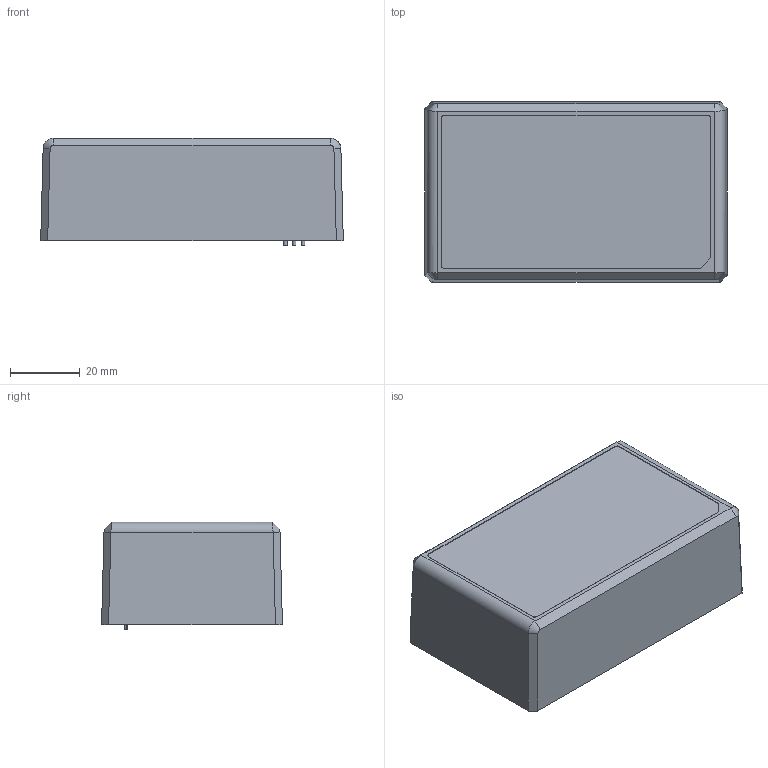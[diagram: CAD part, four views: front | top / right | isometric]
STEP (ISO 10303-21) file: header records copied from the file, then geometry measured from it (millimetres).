
FILE_DESCRIPTION(('Creo Elements/Direct Modeling STEP Export'),'2;1');
FILE_NAME('mpm-65.stp','2020-03-09T13:16:21',(''),(''),'PTC Creo Elements/Direct Modeling STEP processor for AP214 (Solid Model)','PTC Creo Elements/Direct Modeling 19.0E 27-Jun-2016 (C) Parametric Technology GmbH','');
FILE_SCHEMA(('AUTOMOTIVE_DESIGN { 1 0 10303 214 1 1 1 1 }'));
Length unit declared in the file: millimetre
Products named in the file (18): 上蓋; 下蓋; PCB; 装配2; PCB-MPM-65; BD1; C1; MOS15.5x10..1; MOS15.5x10.; 零件; 1; HS1; HS-SZ117; HS-SZ105; HS-SZ118-(SZ105); 1HH1; MPM-65
Assembly tree (17 placements, depth 3):
  装配2
    PCB
    下蓋
    上蓋
  MPM-65
    1HH1
    HS-SZ118-(SZ105)
      1
      HS-SZ105
    HS-SZ117
      HS1
      1
    零件
      MOS15.5x10.
      MOS15.5x10..1
      C1
      BD1
    PCB
      PCB-MPM-65
Bounding box: 87 x 52 x 30.9 mm (x, y, z)
Volume: 42576 mm3; surface area: 55721.7 mm2
Topology: 13 solids, 13 shells, 447 faces, 1149 edges, 756 vertices
Faces by surface type: plane 290, cylinder 119, bspline 22, cone 16
Entity records: 15763 total; most frequent: CARTESIAN_POINT 5173, ORIENTED_EDGE 2154, DIRECTION 1933, EDGE_CURVE 1077, VECTOR 779, LINE 779, VERTEX_POINT 708, AXIS2_PLACEMENT_3D 577
